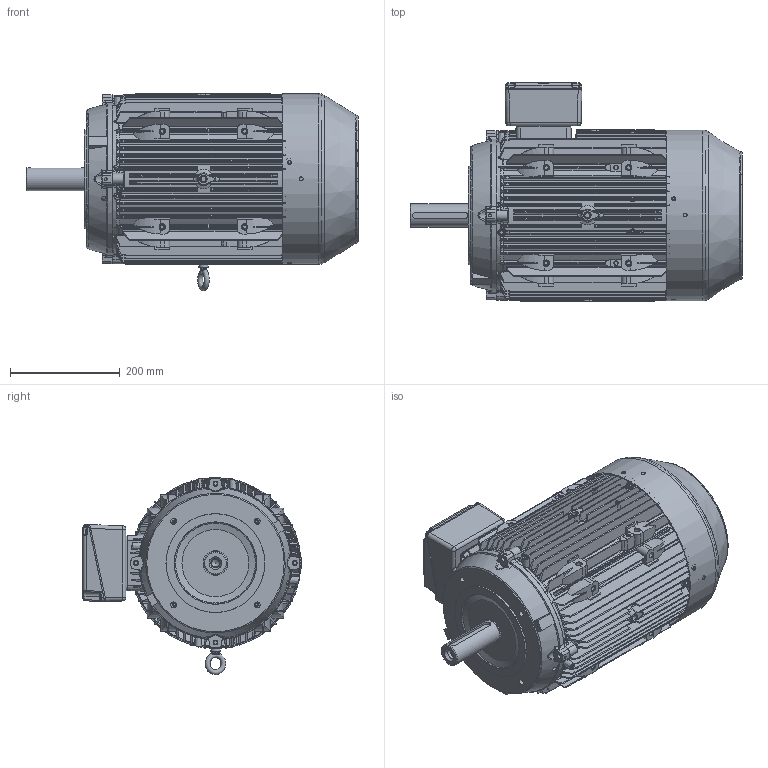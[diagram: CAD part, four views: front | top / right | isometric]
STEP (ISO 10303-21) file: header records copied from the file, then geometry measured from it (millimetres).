
FILE_DESCRIPTION( ( 'Unknown' ), '1' );
FILE_NAME( 'WP-DA160M B14.stp', 'Unknown', ( 'Unknown' ), ( 'Unknown' ), 'PSStep 17.0.49', 'Unknown', ' ' );
FILE_SCHEMA( ( 'AUTOMOTIVE_DESIGN { 1 0 10303 214 1 1 1 1 }' ) );
Length unit declared in the file: millimetre
Products named in the file (1): 1
Bounding box: 604.29 x 397.4 x 358.99 mm (x, y, z)
Volume: 5042938.6 mm3; surface area: 1986474.7 mm2
Topology: 1 solids, 8 shells, 3196 faces, 8793 edges, 5612 vertices
Faces by surface type: cylinder 1148, plane 949, bspline 540, cone 392, torus 129, sphere 38
Full cylindrical faces by diameter (mm): 3.17 x4, 3.432 x2, 4.5 x1, 4.505 x4, 5 x4, 5.088 x4, 5.69 x12, 6.2 x13, 6.5 x1, 6.505 x4, 7 x12, 7.1 x4, 8.2 x14, 8.566 x1, 8.9 x4, 10 x1, 10.479 x4, 14 x1, 16 x1, 17 x2, 42 x1, 45 x2, 59.9 x1, 89.9 x1, 99.9 x1, 180.1 x1, 250.1 x1, 260 x1, 268.9 x1, 269 x2
Entity records: 210099 total; most frequent: CARTESIAN_POINT 110787, ORIENTED_EDGE 16694, DIRECTION 13505, EDGE_CURVE 8347, VERTEX_POINT 5471, AXIS2_PLACEMENT_3D 5311, EDGE_LOOP 3616, FACE_OUTER_BOUND 3319
